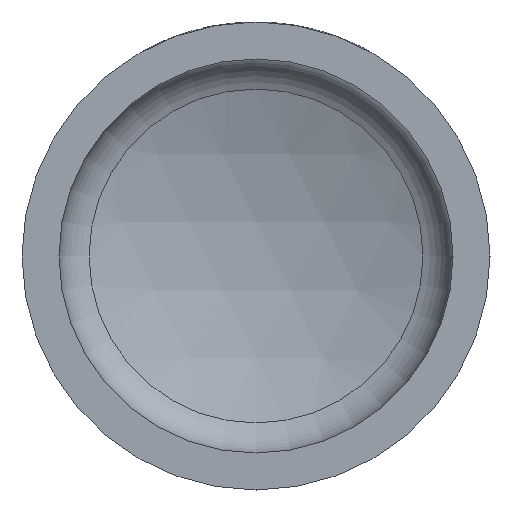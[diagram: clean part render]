
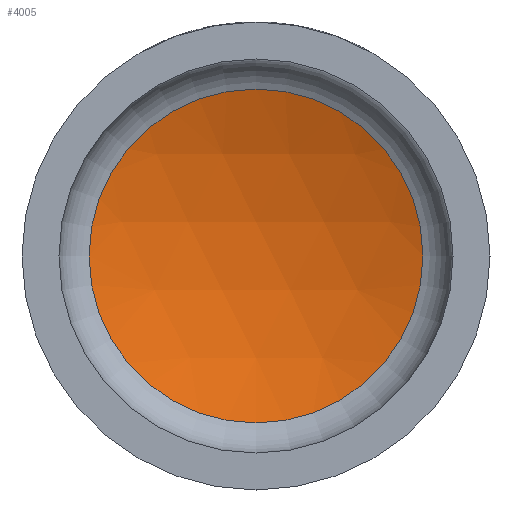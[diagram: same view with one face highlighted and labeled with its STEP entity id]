
A CAD part, front view. The second image highlights one B-rep face of the part: STEP entity #4005.
In plain terms, the highlighted spherical face has radius 19 mm.
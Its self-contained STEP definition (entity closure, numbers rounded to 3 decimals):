
#429 = EDGE_LOOP ( 'NONE', ( #9984 ) ) ;
#432 = SPHERICAL_SURFACE ( 'NONE', #1437, 19. ) ;
#1437 = AXIS2_PLACEMENT_3D ( 'NONE', #10693, #7000, #8776 ) ;
#1580 = CARTESIAN_POINT ( 'NONE',  ( 0., 10.775, 0. ) ) ;
#2047 = CARTESIAN_POINT ( 'NONE',  ( 0., 10.775, -6.778 ) ) ;
#2854 = CIRCLE ( 'NONE', #7347, 6.778 ) ;
#4005 = ADVANCED_FACE ( 'NONE', ( #6133 ), #432, .F. ) ;
#6133 = FACE_OUTER_BOUND ( 'NONE', #429, .T. ) ;
#6231 = VERTEX_POINT ( 'NONE', #2047 ) ;
#7000 = DIRECTION ( 'NONE',  ( 0., 0., 1. ) ) ;
#7347 = AXIS2_PLACEMENT_3D ( 'NONE', #1580, #7970, #9675 ) ;
#7665 = EDGE_CURVE ( 'NONE', #6231, #6231, #2854, .T. ) ;
#7970 = DIRECTION ( 'NONE',  ( 0., -1., 0. ) ) ;
#8776 = DIRECTION ( 'NONE',  ( 1., 0., 0. ) ) ;
#9675 = DIRECTION ( 'NONE',  ( 0., 0., -1. ) ) ;
#9984 = ORIENTED_EDGE ( 'NONE', *, *, #7665, .T. ) ;
#10693 = CARTESIAN_POINT ( 'NONE',  ( 0., -6.975, 0. ) ) ;
